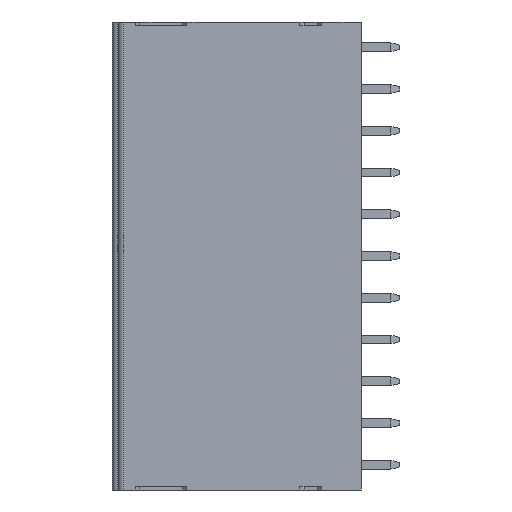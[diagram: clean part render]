
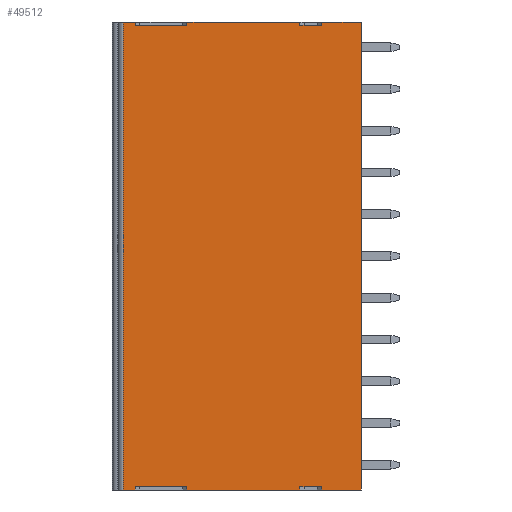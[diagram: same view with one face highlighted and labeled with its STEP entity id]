
A CAD part, front view. The second image highlights one B-rep face of the part: STEP entity #49512.
In plain terms, the highlighted planar face has unit normal (0, -1, 0).
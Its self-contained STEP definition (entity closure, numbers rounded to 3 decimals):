
#15155=DIRECTION('',(0.,0.,-1.));
#15156=VECTOR('',#15155,42.7);
#15157=CARTESIAN_POINT('',(-21.694,0.,-89.343));
#15158=LINE('',#15157,#15156);
#15163=DIRECTION('',(0.,0.,-1.));
#15164=VECTOR('',#15163,42.7);
#15165=CARTESIAN_POINT('',(0.006,0.,-89.343));
#15166=LINE('',#15165,#15164);
#15167=DIRECTION('',(-1.,0.,0.));
#15168=VECTOR('',#15167,3.6);
#15169=CARTESIAN_POINT('',(0.006,0.,
-132.043));
#15170=LINE('',#15169,#15168);
#15171=DIRECTION('',(0.,0.,1.));
#15172=VECTOR('',#15171,0.3);
#15173=CARTESIAN_POINT('',(-3.594,0.,
-132.043));
#15174=LINE('',#15173,#15172);
#15175=DIRECTION('',(-1.,0.,0.));
#15176=VECTOR('',#15175,10.3);
#15177=CARTESIAN_POINT('',(-5.594,0.,
-132.043));
#15178=LINE('',#15177,#15176);
#15179=DIRECTION('',(0.,0.,1.));
#15180=VECTOR('',#15179,0.3);
#15181=CARTESIAN_POINT('',(-15.894,0.,
-132.043));
#15182=LINE('',#15181,#15180);
#15183=DIRECTION('',(0.,0.,-1.));
#15184=VECTOR('',#15183,0.3);
#15185=CARTESIAN_POINT('',(-20.594,0.,
-131.743));
#15186=LINE('',#15185,#15184);
#15187=DIRECTION('',(-1.,0.,0.));
#15188=VECTOR('',#15187,1.1);
#15189=CARTESIAN_POINT('',(-20.594,0.,
-132.043));
#15190=LINE('',#15189,#15188);
#15191=DIRECTION('',(1.,0.,0.));
#15192=VECTOR('',#15191,1.1);
#15193=CARTESIAN_POINT('',(-21.694,0.,-89.343));
#15194=LINE('',#15193,#15192);
#15195=DIRECTION('',(1.,0.,0.));
#15196=VECTOR('',#15195,4.7);
#15197=CARTESIAN_POINT('',(-20.594,0.,
-89.643));
#15198=LINE('',#15197,#15196);
#15199=DIRECTION('',(1.,0.,0.));
#15200=VECTOR('',#15199,10.3);
#15201=CARTESIAN_POINT('',(-15.894,0.,-89.343));
#15202=LINE('',#15201,#15200);
#15203=DIRECTION('',(0.,0.,-1.));
#15204=VECTOR('',#15203,0.3);
#15205=CARTESIAN_POINT('',(-5.594,0.,-89.343));
#15206=LINE('',#15205,#15204);
#15207=DIRECTION('',(1.,0.,0.));
#15208=VECTOR('',#15207,2.);
#15209=CARTESIAN_POINT('',(-5.594,0.,
-89.643));
#15210=LINE('',#15209,#15208);
#15211=DIRECTION('',(1.,0.,0.));
#15212=VECTOR('',#15211,3.6);
#15213=CARTESIAN_POINT('',(-3.594,0.,
-89.343));
#15214=LINE('',#15213,#15212);
#15266=DIRECTION('',(0.,0.,1.));
#15267=VECTOR('',#15266,0.3);
#15268=CARTESIAN_POINT('',(-5.594,0.,
-132.043));
#15269=LINE('',#15268,#15267);
#15278=DIRECTION('',(1.,0.,0.));
#15279=VECTOR('',#15278,2.);
#15280=CARTESIAN_POINT('',(-5.594,0.,
-131.743));
#15281=LINE('',#15280,#15279);
#15302=DIRECTION('',(1.,0.,0.));
#15303=VECTOR('',#15302,4.7);
#15304=CARTESIAN_POINT('',(-20.594,0.,
-131.743));
#15305=LINE('',#15304,#15303);
#15365=DIRECTION('',(0.,0.,-1.));
#15366=VECTOR('',#15365,0.3);
#15367=CARTESIAN_POINT('',(-15.894,0.,-89.343));
#15368=LINE('',#15367,#15366);
#15381=DIRECTION('',(0.,0.,1.));
#15382=VECTOR('',#15381,0.3);
#15383=CARTESIAN_POINT('',(-20.594,0.,
-89.643));
#15384=LINE('',#15383,#15382);
#15397=DIRECTION('',(0.,0.,-1.));
#15398=VECTOR('',#15397,0.3);
#15399=CARTESIAN_POINT('',(-3.594,0.,
-89.343));
#15400=LINE('',#15399,#15398);
#21384=CARTESIAN_POINT('',(0.006,0.,-89.343));
#21386=VERTEX_POINT('',#21384);
#21822=CARTESIAN_POINT('',(-15.894,0.,-89.343));
#21823=CARTESIAN_POINT('',(-5.594,0.,-89.343));
#21824=VERTEX_POINT('',#21822);
#21825=VERTEX_POINT('',#21823);
#21830=CARTESIAN_POINT('',(-20.594,0.,-89.343));
#21831=VERTEX_POINT('',#21830);
#21832=CARTESIAN_POINT('',(-21.694,0.,-89.343));
#21833=VERTEX_POINT('',#21832);
#21840=CARTESIAN_POINT('',(-3.594,0.,
-89.343));
#21841=VERTEX_POINT('',#21840);
#21846=CARTESIAN_POINT('',(-20.594,0.,
-89.643));
#21847=VERTEX_POINT('',#21846);
#21848=CARTESIAN_POINT('',(-15.894,0.,
-89.643));
#21849=VERTEX_POINT('',#21848);
#21850=CARTESIAN_POINT('',(-5.594,0.,
-89.643));
#21851=VERTEX_POINT('',#21850);
#21852=CARTESIAN_POINT('',(-3.594,0.,
-89.643));
#21853=VERTEX_POINT('',#21852);
#22036=CARTESIAN_POINT('',(0.006,0.,
-132.043));
#22038=VERTEX_POINT('',#22036);
#22473=CARTESIAN_POINT('',(-3.594,0.,
-132.043));
#22474=VERTEX_POINT('',#22473);
#22475=CARTESIAN_POINT('',(-3.594,0.,
-131.743));
#22476=VERTEX_POINT('',#22475);
#22477=CARTESIAN_POINT('',(-5.594,0.,
-131.743));
#22478=VERTEX_POINT('',#22477);
#22479=CARTESIAN_POINT('',(-5.594,0.,
-132.043));
#22480=VERTEX_POINT('',#22479);
#22481=CARTESIAN_POINT('',(-15.894,0.,
-132.043));
#22482=VERTEX_POINT('',#22481);
#22483=CARTESIAN_POINT('',(-15.894,0.,
-131.743));
#22484=VERTEX_POINT('',#22483);
#22485=CARTESIAN_POINT('',(-20.594,0.,
-131.743));
#22486=VERTEX_POINT('',#22485);
#22487=CARTESIAN_POINT('',(-20.594,0.,
-132.043));
#22488=VERTEX_POINT('',#22487);
#22489=CARTESIAN_POINT('',(-21.694,0.,
-132.043));
#22490=VERTEX_POINT('',#22489);
#49467=CARTESIAN_POINT('',(0.006,0.,-101.168));
#49468=DIRECTION('',(0.,1.,0.));
#49469=DIRECTION('',(-1.,0.,0.));
#49470=AXIS2_PLACEMENT_3D('',#49467,#49468,#49469);
#49471=PLANE('',#49470);
#49472=ORIENTED_EDGE('',*,*,#27880,.T.);
#49474=ORIENTED_EDGE('',*,*,#49473,.T.);
#49476=ORIENTED_EDGE('',*,*,#49475,.T.);
#49478=ORIENTED_EDGE('',*,*,#49477,.F.);
#49480=ORIENTED_EDGE('',*,*,#49479,.F.);
#49482=ORIENTED_EDGE('',*,*,#49481,.T.);
#49484=ORIENTED_EDGE('',*,*,#49483,.T.);
#49486=ORIENTED_EDGE('',*,*,#49485,.F.);
#49488=ORIENTED_EDGE('',*,*,#49487,.T.);
#49490=ORIENTED_EDGE('',*,*,#49489,.T.);
#49491=ORIENTED_EDGE('',*,*,#49457,.F.);
#49493=ORIENTED_EDGE('',*,*,#49492,.T.);
#49495=ORIENTED_EDGE('',*,*,#49494,.F.);
#49497=ORIENTED_EDGE('',*,*,#49496,.T.);
#49499=ORIENTED_EDGE('',*,*,#49498,.F.);
#49501=ORIENTED_EDGE('',*,*,#49500,.T.);
#49503=ORIENTED_EDGE('',*,*,#49502,.T.);
#49505=ORIENTED_EDGE('',*,*,#49504,.T.);
#49507=ORIENTED_EDGE('',*,*,#49506,.F.);
#49509=ORIENTED_EDGE('',*,*,#49508,.T.);
#49510=EDGE_LOOP('',(#49472,#49474,#49476,#49478,#49480,#49482,#49484,#49486,
#49488,#49490,#49491,#49493,#49495,#49497,#49499,#49501,#49503,#49505,#49507,
#49509));
#49511=FACE_OUTER_BOUND('',#49510,.F.);
#49512=ADVANCED_FACE('',(#49511),#49471,.F.);
#27880=EDGE_CURVE('',#21386,#22038,#15166,.T.);
#49457=EDGE_CURVE('',#21833,#22490,#15158,.T.);
#49473=EDGE_CURVE('',#22038,#22474,#15170,.T.);
#49475=EDGE_CURVE('',#22474,#22476,#15174,.T.);
#49477=EDGE_CURVE('',#22478,#22476,#15281,.T.);
#49479=EDGE_CURVE('',#22480,#22478,#15269,.T.);
#49481=EDGE_CURVE('',#22480,#22482,#15178,.T.);
#49483=EDGE_CURVE('',#22482,#22484,#15182,.T.);
#49485=EDGE_CURVE('',#22486,#22484,#15305,.T.);
#49487=EDGE_CURVE('',#22486,#22488,#15186,.T.);
#49489=EDGE_CURVE('',#22488,#22490,#15190,.T.);
#49492=EDGE_CURVE('',#21833,#21831,#15194,.T.);
#49494=EDGE_CURVE('',#21847,#21831,#15384,.T.);
#49496=EDGE_CURVE('',#21847,#21849,#15198,.T.);
#49498=EDGE_CURVE('',#21824,#21849,#15368,.T.);
#49500=EDGE_CURVE('',#21824,#21825,#15202,.T.);
#49502=EDGE_CURVE('',#21825,#21851,#15206,.T.);
#49504=EDGE_CURVE('',#21851,#21853,#15210,.T.);
#49506=EDGE_CURVE('',#21841,#21853,#15400,.T.);
#49508=EDGE_CURVE('',#21841,#21386,#15214,.T.);
